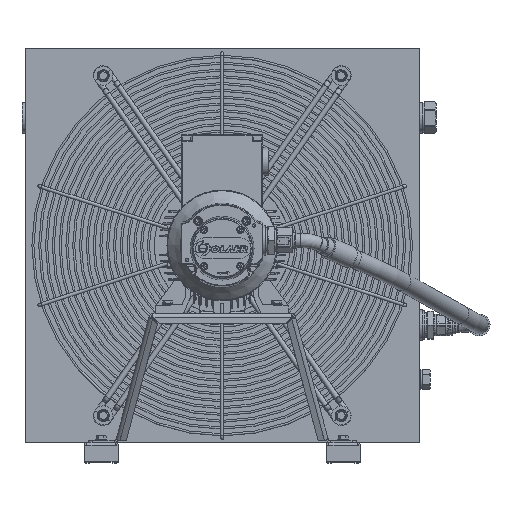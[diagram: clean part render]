
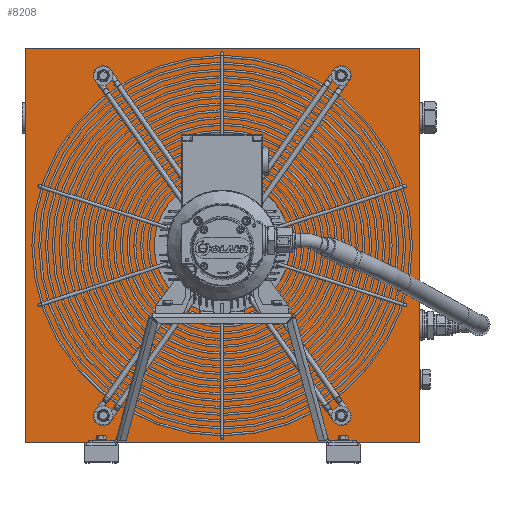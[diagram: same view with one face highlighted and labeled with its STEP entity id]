
A CAD part, top view. The second image highlights one B-rep face of the part: STEP entity #8208.
In plain terms, the highlighted planar face has unit normal (0, 0, 1).
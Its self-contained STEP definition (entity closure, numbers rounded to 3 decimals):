
#8208 = ADVANCED_FACE( '', ( #16239 ), #16240, .T. );
#16239 = FACE_OUTER_BOUND( '', #27991, .T. );
#16240 = PLANE( '', #27992 );
#27991 = EDGE_LOOP( '', ( #46581, #46582, #46583, #46584 ) );
#27992 = AXIS2_PLACEMENT_3D( '', #46585, #46586, #46587 );
#46581 = ORIENTED_EDGE( '', *, *, #61064, .T. );
#46582 = ORIENTED_EDGE( '', *, *, #62768, .T. );
#46583 = ORIENTED_EDGE( '', *, *, #57113, .T. );
#46584 = ORIENTED_EDGE( '', *, *, #58050, .T. );
#46585 = CARTESIAN_POINT( '', ( 0., 0., 82.5 ) );
#46586 = DIRECTION( '', ( 0., 0., 1. ) );
#46587 = DIRECTION( '', ( 1., 0., 0. ) );
#57113 = EDGE_CURVE( '', #65351, #65356, #65358, .T. );
#58050 = EDGE_CURVE( '', #65356, #66994, #66996, .T. );
#61064 = EDGE_CURVE( '', #66994, #71876, #71878, .T. );
#62768 = EDGE_CURVE( '', #71876, #65351, #74278, .T. );
#65351 = VERTEX_POINT( '', #77360 );
#65356 = VERTEX_POINT( '', #77367 );
#65358 = LINE( '', #77370, #77371 );
#66994 = VERTEX_POINT( '', #80895 );
#66996 = LINE( '', #80898, #80899 );
#71876 = VERTEX_POINT( '', #91603 );
#71878 = LINE( '', #91606, #91607 );
#74278 = LINE( '', #97067, #97068 );
#77360 = CARTESIAN_POINT( '', ( -290., 290., 82.5 ) );
#77367 = CARTESIAN_POINT( '', ( -290., -290., 82.5 ) );
#77370 = CARTESIAN_POINT( '', ( -290., 290., 82.5 ) );
#77371 = VECTOR( '', #102996, 1000. );
#80895 = CARTESIAN_POINT( '', ( 290., -290., 82.5 ) );
#80898 = CARTESIAN_POINT( '', ( -290., -290., 82.5 ) );
#80899 = VECTOR( '', #104008, 1000. );
#91603 = CARTESIAN_POINT( '', ( 290., 290., 82.5 ) );
#91606 = CARTESIAN_POINT( '', ( 290., -290., 82.5 ) );
#91607 = VECTOR( '', #107310, 1000. );
#97067 = CARTESIAN_POINT( '', ( 290., 290., 82.5 ) );
#97068 = VECTOR( '', #108976, 1000. );
#102996 = DIRECTION( '', ( 0., -1., 0. ) );
#104008 = DIRECTION( '', ( 1., 0., 0. ) );
#107310 = DIRECTION( '', ( 0., 1., 0. ) );
#108976 = DIRECTION( '', ( -1., 0., 0. ) );
